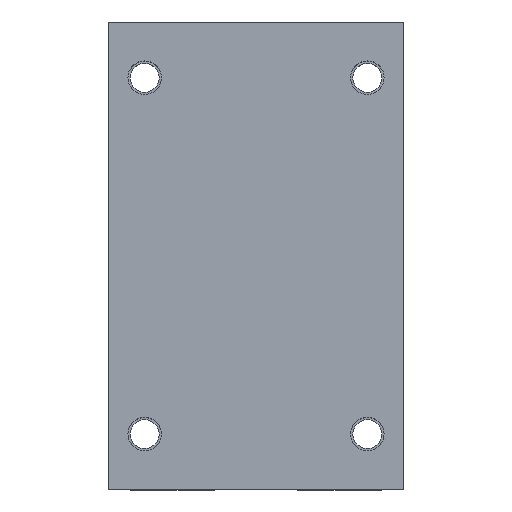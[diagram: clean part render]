
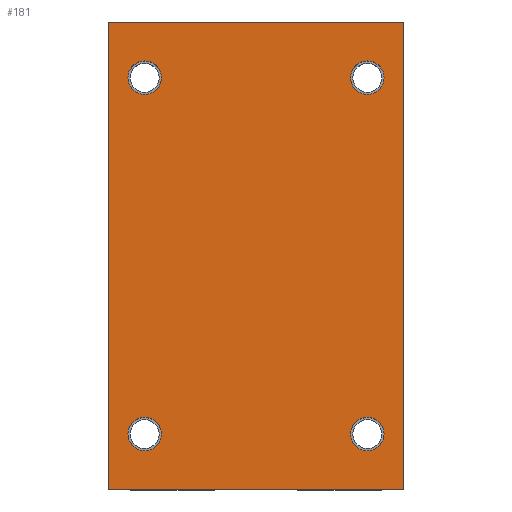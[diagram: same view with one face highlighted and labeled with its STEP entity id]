
A CAD part, top view. The second image highlights one B-rep face of the part: STEP entity #181.
In plain terms, the highlighted planar face has unit normal (0, 0, 1).
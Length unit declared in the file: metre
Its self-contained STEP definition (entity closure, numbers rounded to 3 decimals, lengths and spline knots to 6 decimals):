
#181 = ADVANCED_FACE( '', ( #387, #388, #389, #390, #391 ), #392, .T. );
#387 = FACE_BOUND( '', #588, .T. );
#388 = FACE_BOUND( '', #589, .T. );
#389 = FACE_OUTER_BOUND( '', #590, .T. );
#390 = FACE_BOUND( '', #591, .T. );
#391 = FACE_BOUND( '', #592, .T. );
#392 = PLANE( '', #593 );
#588 = EDGE_LOOP( '', ( #1032 ) );
#589 = EDGE_LOOP( '', ( #1033 ) );
#590 = EDGE_LOOP( '', ( #1034, #1035, #1036, #1037 ) );
#591 = EDGE_LOOP( '', ( #1038 ) );
#592 = EDGE_LOOP( '', ( #1039 ) );
#593 = AXIS2_PLACEMENT_3D( '', #1040, #1041, #1042 );
#1032 = ORIENTED_EDGE( '', *, *, #1199, .T. );
#1033 = ORIENTED_EDGE( '', *, *, #1119, .T. );
#1034 = ORIENTED_EDGE( '', *, *, #1126, .F. );
#1035 = ORIENTED_EDGE( '', *, *, #1162, .F. );
#1036 = ORIENTED_EDGE( '', *, *, #1190, .T. );
#1037 = ORIENTED_EDGE( '', *, *, #1071, .T. );
#1038 = ORIENTED_EDGE( '', *, *, #1148, .T. );
#1039 = ORIENTED_EDGE( '', *, *, #1183, .T. );
#1040 = CARTESIAN_POINT( '', ( -0.0265, -0.042, 0.022 ) );
#1041 = DIRECTION( '', ( 0., 0., 1. ) );
#1042 = DIRECTION( '', ( 1., 0., 0. ) );
#1071 = EDGE_CURVE( '', #1266, #1264, #1267, .T. );
#1119 = EDGE_CURVE( '', #1341, #1341, #1342, .T. );
#1126 = EDGE_CURVE( '', #1353, #1264, #1355, .T. );
#1148 = EDGE_CURVE( '', #1390, #1390, #1391, .T. );
#1162 = EDGE_CURVE( '', #1408, #1353, #1410, .T. );
#1183 = EDGE_CURVE( '', #1436, #1436, #1437, .T. );
#1190 = EDGE_CURVE( '', #1408, #1266, #1445, .T. );
#1199 = EDGE_CURVE( '', #1456, #1456, #1457, .T. );
#1264 = VERTEX_POINT( '', #1593 );
#1266 = VERTEX_POINT( '', #1596 );
#1267 = LINE( '', #1597, #1598 );
#1341 = VERTEX_POINT( '', #1696 );
#1342 = CIRCLE( '', #1697, 0.003 );
#1353 = VERTEX_POINT( '', #1711 );
#1355 = LINE( '', #1714, #1715 );
#1390 = VERTEX_POINT( '', #1872 );
#1391 = CIRCLE( '', #1873, 0.003 );
#1408 = VERTEX_POINT( '', #1895 );
#1410 = LINE( '', #1898, #1899 );
#1436 = VERTEX_POINT( '', #1932 );
#1437 = CIRCLE( '', #1933, 0.003 );
#1445 = LINE( '', #1944, #1945 );
#1456 = VERTEX_POINT( '', #1957 );
#1457 = CIRCLE( '', #1958, 0.003 );
#1593 = CARTESIAN_POINT( '', ( 0.0265, 0.042, 0.022 ) );
#1596 = CARTESIAN_POINT( '', ( 0.0265, -0.042, 0.022 ) );
#1597 = CARTESIAN_POINT( '', ( 0.0265, -0.042, 0.022 ) );
#1598 = VECTOR( '', #2011, 1. );
#1696 = CARTESIAN_POINT( '', ( -0.02, 0.035, 0.022 ) );
#1697 = AXIS2_PLACEMENT_3D( '', #2066, #2067, #2068 );
#1711 = CARTESIAN_POINT( '', ( -0.0265, 0.042, 0.022 ) );
#1714 = CARTESIAN_POINT( '', ( -0.0265, 0.042, 0.022 ) );
#1715 = VECTOR( '', #2076, 1. );
#1872 = CARTESIAN_POINT( '', ( 0.02, 0.035, 0.022 ) );
#1873 = AXIS2_PLACEMENT_3D( '', #2101, #2102, #2103 );
#1895 = CARTESIAN_POINT( '', ( -0.0265, -0.042, 0.022 ) );
#1898 = CARTESIAN_POINT( '', ( -0.0265, -0.042, 0.022 ) );
#1899 = VECTOR( '', #2116, 1. );
#1932 = CARTESIAN_POINT( '', ( -0.02, -0.029, 0.022 ) );
#1933 = AXIS2_PLACEMENT_3D( '', #2133, #2134, #2135 );
#1944 = CARTESIAN_POINT( '', ( -0.0265, -0.042, 0.022 ) );
#1945 = VECTOR( '', #2142, 1. );
#1957 = CARTESIAN_POINT( '', ( 0.02, -0.029, 0.022 ) );
#1958 = AXIS2_PLACEMENT_3D( '', #2153, #2154, #2155 );
#2011 = DIRECTION( '', ( 0., 1., 0. ) );
#2066 = CARTESIAN_POINT( '', ( -0.02, 0.032, 0.022 ) );
#2067 = DIRECTION( '', ( 0., 0., -1. ) );
#2068 = DIRECTION( '', ( 0., 1., 0. ) );
#2076 = DIRECTION( '', ( 1., 0., 0. ) );
#2101 = CARTESIAN_POINT( '', ( 0.02, 0.032, 0.022 ) );
#2102 = DIRECTION( '', ( 0., 0., -1. ) );
#2103 = DIRECTION( '', ( 0., 1., 0. ) );
#2116 = DIRECTION( '', ( 0., 1., 0. ) );
#2133 = CARTESIAN_POINT( '', ( -0.02, -0.032, 0.022 ) );
#2134 = DIRECTION( '', ( 0., 0., -1. ) );
#2135 = DIRECTION( '', ( 0., 1., 0. ) );
#2142 = DIRECTION( '', ( 1., 0., 0. ) );
#2153 = CARTESIAN_POINT( '', ( 0.02, -0.032, 0.022 ) );
#2154 = DIRECTION( '', ( 0., 0., -1. ) );
#2155 = DIRECTION( '', ( 0., 1., 0. ) );
